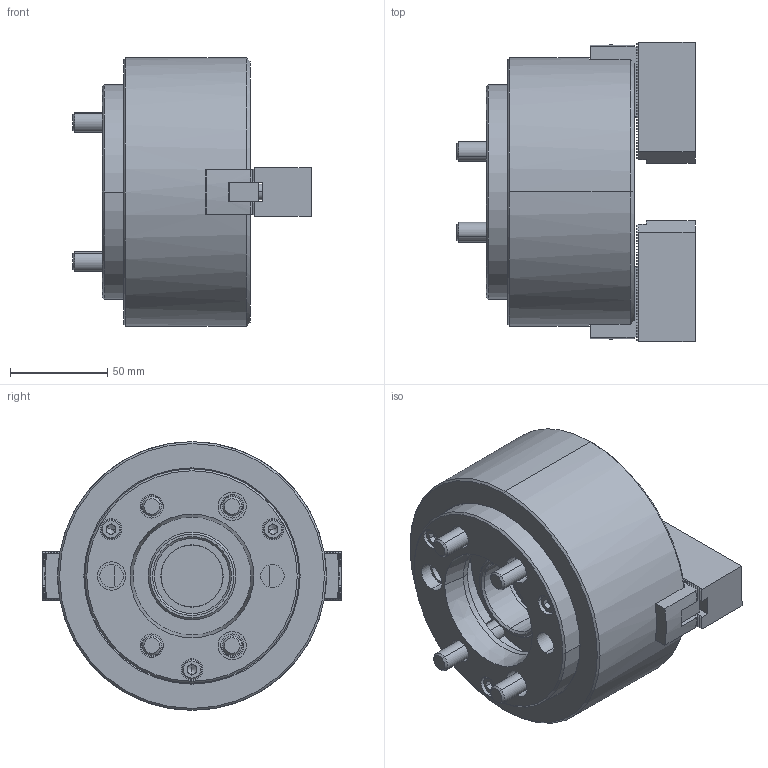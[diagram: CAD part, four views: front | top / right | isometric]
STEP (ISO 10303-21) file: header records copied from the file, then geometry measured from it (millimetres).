
FILE_DESCRIPTION (( 'STEP AP203' ), '1' );
FILE_NAME ('CF-2L-205A4.STEP', '2021-08-20T06:27:26', ( '' ), ( '' ), 'SwSTEP 2.0', 'SolidWorks 2016', '' );
FILE_SCHEMA (( 'CONFIG_CONTROL_DESIGN' ));
Length unit declared in the file: millimetre
Products named in the file (13): CF-3L-205-02000; CF-3H-05-09000-A4法蘭; CF-2L-205-05000; CF-3L-205-03000; 圓頭內六角螺栓_M6x20; CF-3L-05-10000; CF-2L-205A4; CF-3H-204-04000(T型塊); SJ-05; 圓頭內六角螺栓_M10x80; 圓頭內六角螺栓_M8x20; CF-2L-205-01000; 半圓頭六角孔螺栓_M4x8
Assembly tree (26 placements, depth 2):
  CF-2L-205A4
    CF-2L-205-01000
    CF-3L-205-02000
    CF-2L-205-05000
    CF-3L-205-03000  x2
    CF-3L-05-10000
    CF-3H-204-04000(T型塊)  x2
    SJ-05  x2
    圓頭內六角螺栓_M10x80  x4
    圓頭內六角螺栓_M8x20  x4
    半圓頭六角孔螺栓_M4x8  x4
    CF-3H-05-09000-A4法蘭
    圓頭內六角螺栓_M6x20  x3
Bounding box: 122.3 x 153.5 x 138 mm (x, y, z)
Volume: 1014473.6 mm3; surface area: 198215.4 mm2
Topology: 26 solids, 26 shells, 1719 faces, 4701 edges, 3047 vertices
Faces by surface type: plane 1118, cylinder 463, cone 127, torus 11
Entity records: 29456 total; most frequent: CARTESIAN_POINT 5428, ORIENTED_EDGE 4772, DIRECTION 4511, EDGE_CURVE 2386, LINE 1713, VECTOR 1713, VERTEX_POINT 1568, AXIS2_PLACEMENT_3D 1399
